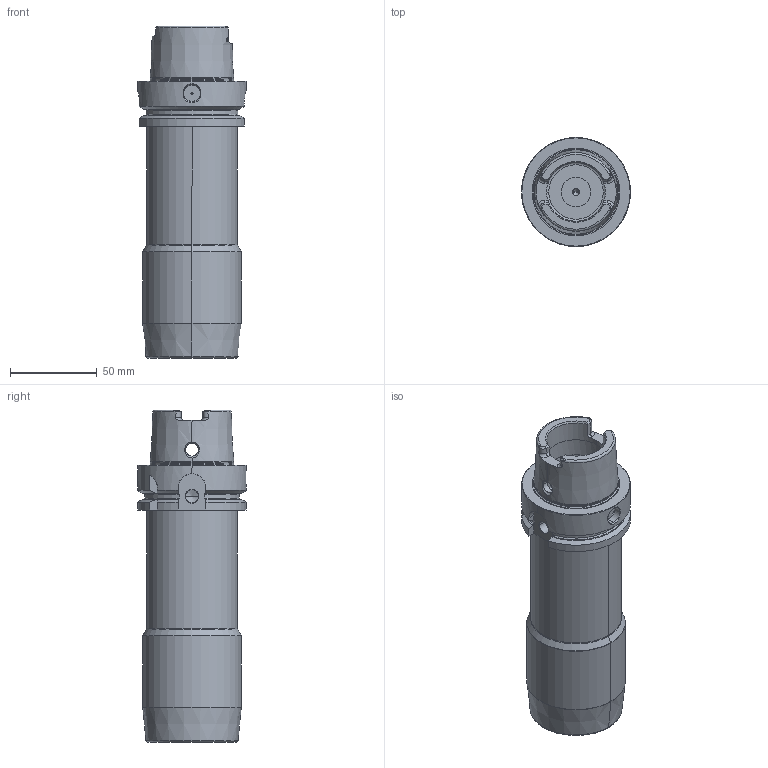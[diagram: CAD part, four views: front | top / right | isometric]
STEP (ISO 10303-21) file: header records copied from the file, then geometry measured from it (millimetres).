
FILE_DESCRIPTION((''),'2;1');
FILE_NAME('607930218-000-00-E43','2023-04-28T09:24:01',('liebchenm'),(''),'CREO PARAMETRIC BY PTC INC, 2021184','CREO PARAMETRIC BY PTC INC, 2021184','');
FILE_SCHEMA(('AP242_MANAGED_MODEL_BASED_3D_ENGINEERING_MIM_LF { 1 0 10303 442 1 1 4 }'));
Length unit declared in the file: millimetre
Products named in the file (1): 607930218-000-00-E43
Bounding box: 63 x 63 x 191.9 mm (x, y, z)
Volume: 364531.7 mm3; surface area: 49916.2 mm2
Topology: 1 solids, 1 shells, 177 faces, 442 edges, 268 vertices
Faces by surface type: plane 50, cylinder 49, cone 46, torus 32
Entity records: 8692 total; most frequent: CARTESIAN_POINT 2614, DIRECTION 892, ORIENTED_EDGE 876, PRESENTATION_STYLE_ASSIGNMENT 442, STYLED_ITEM 442, CURVE_STYLE 441, EDGE_CURVE 438, AXIS2_PLACEMENT_3D 366
